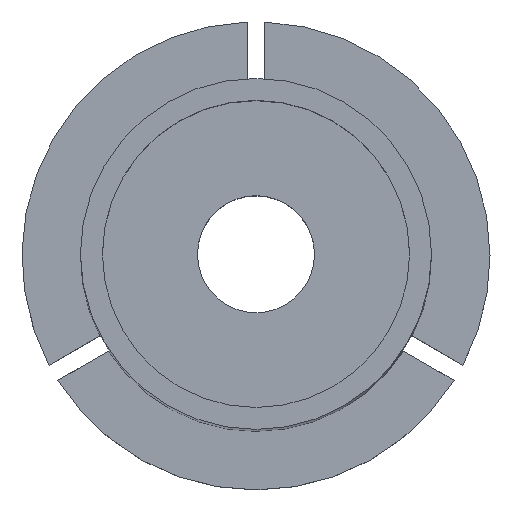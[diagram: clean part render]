
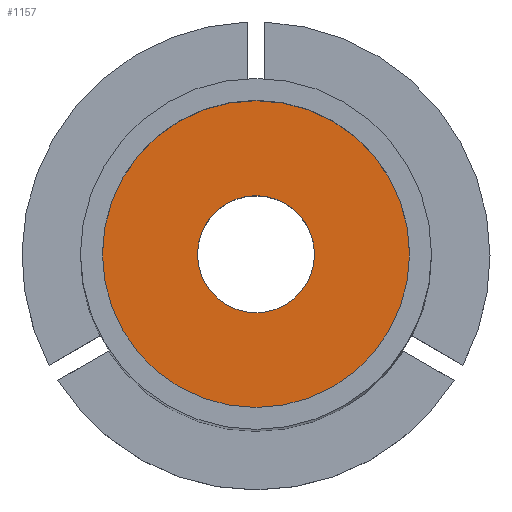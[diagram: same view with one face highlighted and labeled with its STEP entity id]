
A CAD part, top view. The second image highlights one B-rep face of the part: STEP entity #1157.
In plain terms, the highlighted planar face has unit normal (0, 0, 1).
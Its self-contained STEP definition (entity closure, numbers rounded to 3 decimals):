
#5 = DIRECTION ( 'NONE',  ( 1., 0., 0. ) ) ;
#13 = CARTESIAN_POINT ( 'NONE',  ( 0., 0., -6. ) ) ;
#48 = ORIENTED_EDGE ( 'NONE', *, *, #573, .T. ) ;
#126 = CIRCLE ( 'NONE', #267, 2. ) ;
#133 = EDGE_CURVE ( 'NONE', #832, #930, #126, .T. ) ;
#241 = CARTESIAN_POINT ( 'NONE',  ( -5.25, 0., -6. ) ) ;
#254 = FACE_OUTER_BOUND ( 'NONE', #893, .T. ) ;
#256 = CARTESIAN_POINT ( 'NONE',  ( 0., 0., -6. ) ) ;
#259 = CIRCLE ( 'NONE', #756, 5.25 ) ;
#262 = CARTESIAN_POINT ( 'NONE',  ( 2., 0., -6. ) ) ;
#267 = AXIS2_PLACEMENT_3D ( 'NONE', #1359, #812, #594 ) ;
#337 = DIRECTION ( 'NONE',  ( 0., 0., 1. ) ) ;
#393 = CARTESIAN_POINT ( 'NONE',  ( 0., 5.25, -6. ) ) ;
#416 = PLANE ( 'NONE',  #809 ) ;
#426 = VERTEX_POINT ( 'NONE', #970 ) ;
#448 = ORIENTED_EDGE ( 'NONE', *, *, #1252, .T. ) ;
#567 = DIRECTION ( 'NONE',  ( 1., 0., 0. ) ) ;
#573 = EDGE_CURVE ( 'NONE', #611, #426, #259, .T. ) ;
#589 = ORIENTED_EDGE ( 'NONE', *, *, #1176, .F. ) ;
#594 = DIRECTION ( 'NONE',  ( 1., 0., 0. ) ) ;
#611 = VERTEX_POINT ( 'NONE', #241 ) ;
#730 = DIRECTION ( 'NONE',  ( -1., 0., 0. ) ) ;
#756 = AXIS2_PLACEMENT_3D ( 'NONE', #256, #1106, #567 ) ;
#809 = AXIS2_PLACEMENT_3D ( 'NONE', #393, #1275, #730 ) ;
#812 = DIRECTION ( 'NONE',  ( 0., 0., 1. ) ) ;
#832 = VERTEX_POINT ( 'NONE', #974 ) ;
#882 = AXIS2_PLACEMENT_3D ( 'NONE', #1300, #1295, #5 ) ;
#893 = EDGE_LOOP ( 'NONE', ( #448, #48 ) ) ;
#930 = VERTEX_POINT ( 'NONE', #262 ) ;
#970 = CARTESIAN_POINT ( 'NONE',  ( 5.25, 0., -6. ) ) ;
#974 = CARTESIAN_POINT ( 'NONE',  ( -2., 0., -6. ) ) ;
#1085 = CIRCLE ( 'NONE', #1299, 2. ) ;
#1106 = DIRECTION ( 'NONE',  ( 0., 0., 1. ) ) ;
#1157 = ADVANCED_FACE ( 'NONE', ( #1316, #254 ), #416, .F. ) ;
#1176 = EDGE_CURVE ( 'NONE', #930, #832, #1085, .T. ) ;
#1196 = DIRECTION ( 'NONE',  ( 1., 0., 0. ) ) ;
#1250 = EDGE_LOOP ( 'NONE', ( #589, #1345 ) ) ;
#1252 = EDGE_CURVE ( 'NONE', #426, #611, #1340, .T. ) ;
#1275 = DIRECTION ( 'NONE',  ( 0., 0., -1. ) ) ;
#1295 = DIRECTION ( 'NONE',  ( 0., 0., 1. ) ) ;
#1299 = AXIS2_PLACEMENT_3D ( 'NONE', #13, #337, #1196 ) ;
#1300 = CARTESIAN_POINT ( 'NONE',  ( 0., 0., -6. ) ) ;
#1316 = FACE_BOUND ( 'NONE', #1250, .T. ) ;
#1340 = CIRCLE ( 'NONE', #882, 5.25 ) ;
#1345 = ORIENTED_EDGE ( 'NONE', *, *, #133, .F. ) ;
#1359 = CARTESIAN_POINT ( 'NONE',  ( 0., 0., -6. ) ) ;
